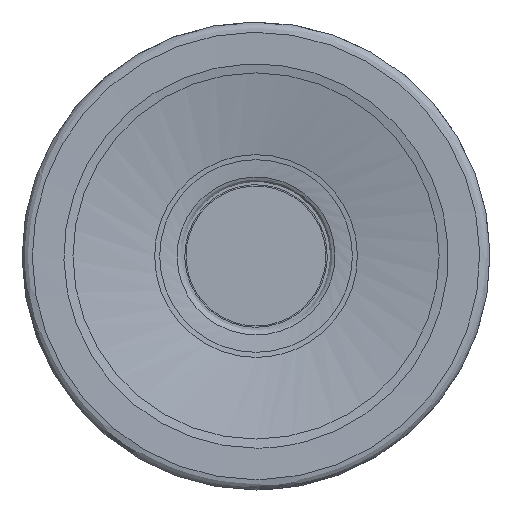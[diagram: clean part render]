
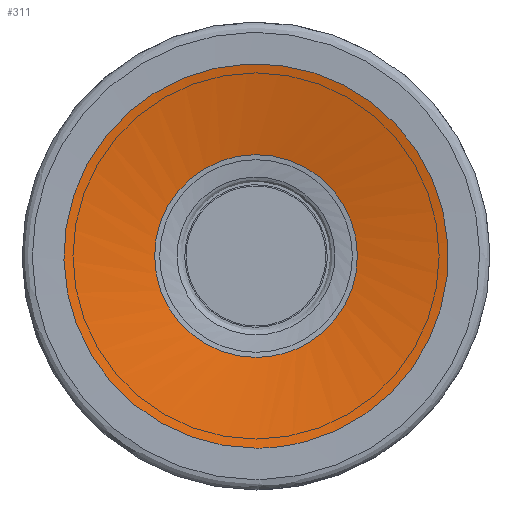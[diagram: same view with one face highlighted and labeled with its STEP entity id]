
A CAD part, left-side view. The second image highlights one B-rep face of the part: STEP entity #311.
In plain terms, the highlighted face is a revolution surface.
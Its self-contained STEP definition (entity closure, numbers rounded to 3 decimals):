
#43=SURFACE_OF_REVOLUTION('',#71,#59);
#59=AXIS1_PLACEMENT('',#811,#703);
#71=LINE('',#810,#83);
#83=VECTOR('',#702,3.658);
#279=FACE_BOUND('',#374,.T.);
#280=FACE_BOUND('',#375,.T.);
#311=ADVANCED_FACE('',(#279,#280),#43,.T.);
#374=EDGE_LOOP('',(#434));
#375=EDGE_LOOP('',(#435));
#434=ORIENTED_EDGE('',*,*,#481,.F.);
#435=ORIENTED_EDGE('',*,*,#495,.T.);
#451=VERTEX_POINT('',#751);
#465=VERTEX_POINT('',#807);
#481=EDGE_CURVE('',#451,#451,#511,.T.);
#495=EDGE_CURVE('',#465,#465,#525,.T.);
#511=CIRCLE('',#557,6.98);
#525=CIRCLE('',#575,3.682);
#557=AXIS2_PLACEMENT_3D('',#750,#638,#639);
#575=AXIS2_PLACEMENT_3D('',#806,#698,#699);
#638=DIRECTION('',(1.,0.,0.));
#639=DIRECTION('',(0.,0.,-1.));
#698=DIRECTION('',(1.,0.,0.));
#699=DIRECTION('',(0.,0.,-1.));
#702=DIRECTION('',(-0.189,-0.956,-0.225));
#703=DIRECTION('',(1.,0.,0.));
#750=CARTESIAN_POINT('',(0.044,0.,0.));
#751=CARTESIAN_POINT('',(0.044,0.,-6.98));
#806=CARTESIAN_POINT('',(0.735,0.,0.));
#807=CARTESIAN_POINT('',(0.735,0.,-3.682));
#810=CARTESIAN_POINT('',(0.735,-3.472,1.228));
#811=CARTESIAN_POINT('',(29.567,0.,0.));
